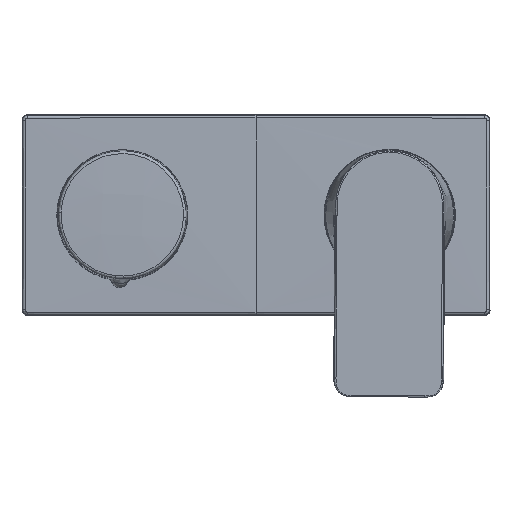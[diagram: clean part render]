
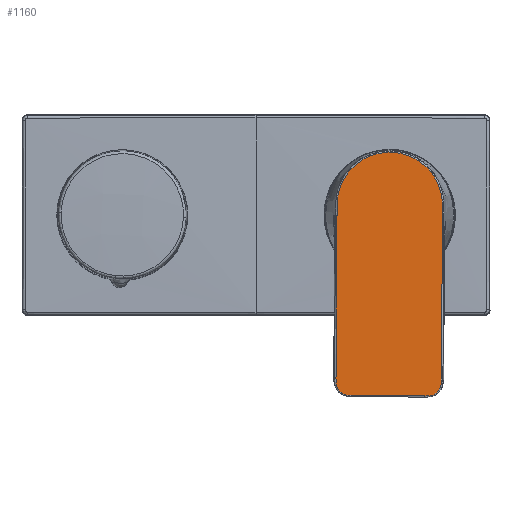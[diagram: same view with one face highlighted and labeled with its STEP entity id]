
A CAD part, top view. The second image highlights one B-rep face of the part: STEP entity #1160.
In plain terms, the highlighted planar face has unit normal (0, -0.009, 1).
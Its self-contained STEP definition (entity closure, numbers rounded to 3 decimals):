
#31 = CARTESIAN_POINT ( 'NONE',  ( 18.535, 10.986, 93.802 ) ) ;
#61 = CARTESIAN_POINT ( 'NONE',  ( 19.713, 0.876, 93.714 ) ) ;
#121 = CARTESIAN_POINT ( 'NONE',  ( 0.146, 23.354, 93.909 ) ) ;
#249 = CARTESIAN_POINT ( 'NONE',  ( -20.097, -62., 93.163 ) ) ;
#328 = CARTESIAN_POINT ( 'NONE',  ( 0.146, 23.354, 93.909 ) ) ;
#366 = CARTESIAN_POINT ( 'NONE',  ( 19.52, -30.985, 93.436 ) ) ;
#452 = CARTESIAN_POINT ( 'NONE',  ( -19.9, -30.74, 93.436 ) ) ;
#558 = EDGE_CURVE ( 'NONE', #6763, #931, #3091, .T. ) ;
#564 = CARTESIAN_POINT ( 'NONE',  ( -2.774, 23.373, 93.909 ) ) ;
#744 = CARTESIAN_POINT ( 'NONE',  ( 19.648, 5.256, 93.752 ) ) ;
#917 = ORIENTED_EDGE ( 'NONE', *, *, #2300, .F. ) ;
#931 = VERTEX_POINT ( 'NONE', #7622 ) ;
#1126 = AXIS2_PLACEMENT_3D ( 'NONE', #6948, #2049, #1299 ) ;
#1153 = ORIENTED_EDGE ( 'NONE', *, *, #3239, .T. ) ;
#1160 = ADVANCED_FACE ( 'NONE', ( #8165 ), #6275, .T. ) ;
#1291 = EDGE_CURVE ( 'NONE', #5593, #5273, #4734, .T. ) ;
#1299 = DIRECTION ( 'NONE',  ( 1., -0.006, 0. ) ) ;
#1307 = CARTESIAN_POINT ( 'NONE',  ( -13.222, 18.305, 93.865 ) ) ;
#1457 = CARTESIAN_POINT ( 'NONE',  ( 19.711, 0.145, 93.708 ) ) ;
#1506 = CARTESIAN_POINT ( 'NONE',  ( 19.33, -62.245, 93.163 ) ) ;
#1599 = CARTESIAN_POINT ( 'NONE',  ( 13.972, -67.773, 93.115 ) ) ;
#1934 = CARTESIAN_POINT ( 'NONE',  ( -19.712, -0.341, 93.701 ) ) ;
#1963 = CARTESIAN_POINT ( 'NONE',  ( -5.697, 22.734, 93.904 ) ) ;
#2026 = CARTESIAN_POINT ( 'NONE',  ( 0.146, 23.354, 93.909 ) ) ;
#2049 = DIRECTION ( 'NONE',  ( 0., -0.009, 1. ) ) ;
#2051 = CARTESIAN_POINT ( 'NONE',  ( 13.111, -67.763, 93.115 ) ) ;
#2153 = CARTESIAN_POINT ( 'NONE',  ( 17.226, 13.679, 93.826 ) ) ;
#2204 = CARTESIAN_POINT ( 'NONE',  ( 3.067, 23.337, 93.909 ) ) ;
#2227 = CARTESIAN_POINT ( 'NONE',  ( 17.282, -66.831, 93.123 ) ) ;
#2234 = CARTESIAN_POINT ( 'NONE',  ( 9.924, 20.745, 93.887 ) ) ;
#2267 = ORIENTED_EDGE ( 'NONE', *, *, #7613, .T. ) ;
#2300 = EDGE_CURVE ( 'NONE', #5593, #5573, #4971, .T. ) ;
#2356 = CARTESIAN_POINT ( 'NONE',  ( 19.709, -0.585, 93.701 ) ) ;
#2422 = CARTESIAN_POINT ( 'NONE',  ( -15.682, -67.562, 93.115 ) ) ;
#2456 = CARTESIAN_POINT ( 'NONE',  ( -18.105, -66.611, 93.123 ) ) ;
#2562 = VECTOR ( 'NONE', #6192, 1000. ) ;
#2850 = CARTESIAN_POINT ( 'NONE',  ( 13.45, 18.139, 93.865 ) ) ;
#2908 = CARTESIAN_POINT ( 'NONE',  ( 18.477, -65.582, 93.134 ) ) ;
#2938 = CARTESIAN_POINT ( 'NONE',  ( 18.889, -64.792, 93.141 ) ) ;
#2995 = CARTESIAN_POINT ( 'NONE',  ( 13.111, -67.763, 93.115 ) ) ;
#3086 = B_SPLINE_CURVE_WITH_KNOTS ( 'NONE', 3,
 ( #3849, #249, #6671, #5970, #8084, #2456, #5867, #2422, #3148, #5257 ),
 .UNSPECIFIED., .F., .F.,
 ( 4, 2, 2, 2, 4 ),
 ( 0., 0.25, 0.5, 0.75, 1. ),
 .UNSPECIFIED. ) ;
#3091 = LINE ( 'NONE', #452, #2562 ) ;
#3148 = CARTESIAN_POINT ( 'NONE',  ( -14.807, -67.595, 93.115 ) ) ;
#3239 = EDGE_CURVE ( 'NONE', #931, #6975, #3086, .T. ) ;
#3240 = ORIENTED_EDGE ( 'NONE', *, *, #8726, .F. ) ;
#3430 = CARTESIAN_POINT ( 'NONE',  ( -17.052, 13.891, 93.826 ) ) ;
#3460 = CARTESIAN_POINT ( 'NONE',  ( -19.682, 3.31, 93.733 ) ) ;
#3464 = EDGE_LOOP ( 'NONE', ( #8117, #9012, #4994, #1153, #2267, #3240, #917 ) ) ;
#3465 = B_SPLINE_CURVE_WITH_KNOTS ( 'NONE', 3,
 ( #5072, #1506, #6366, #2938, #2908, #2227, #7151, #3623, #1599, #2995 ),
 .UNSPECIFIED., .F., .F.,
 ( 4, 2, 2, 2, 4 ),
 ( 0., 0.25, 0.5, 0.75, 1. ),
 .UNSPECIFIED. ) ;
#3486 = CARTESIAN_POINT ( 'NONE',  ( 19.332, -61.384, 93.171 ) ) ;
#3623 = CARTESIAN_POINT ( 'NONE',  ( 14.847, -67.751, 93.115 ) ) ;
#3631 = CARTESIAN_POINT ( 'NONE',  ( 19.688, 4.526, 93.746 ) ) ;
#3849 = CARTESIAN_POINT ( 'NONE',  ( -20.088, -61.14, 93.171 ) ) ;
#3917 = VERTEX_POINT ( 'NONE', #2051 ) ;
#4165 = CARTESIAN_POINT ( 'NONE',  ( -10.916, 20.098, 93.88 ) ) ;
#4213 = CARTESIAN_POINT ( 'NONE',  ( -19.712, -0.341, 93.701 ) ) ;
#4346 = CARTESIAN_POINT ( 'NONE',  ( 11.167, 19.961, 93.88 ) ) ;
#4734 = B_SPLINE_CURVE_WITH_KNOTS ( 'NONE', 3,
 ( #8574, #1457, #61, #6372, #8455, #3631, #744, #6428, #8484, #31, #2153, #7872, #2850, #4346, #2234, #6453, #2204, #121 ),
 .UNSPECIFIED., .F., .F.,
 ( 4, 2, 2, 2, 2, 2, 2, 2, 4 ),
 ( 0., 0.063, 0.125, 0.188, 0.25, 0.5, 0.625, 0.75, 1. ),
 .UNSPECIFIED. ) ;
#4799 = CARTESIAN_POINT ( 'NONE',  ( -19.698, 1.12, 93.714 ) ) ;
#4915 = DIRECTION ( 'NONE',  ( 1., -0.006, 0. ) ) ;
#4971 = LINE ( 'NONE', #366, #6618 ) ;
#4994 = ORIENTED_EDGE ( 'NONE', *, *, #558, .T. ) ;
#5072 = CARTESIAN_POINT ( 'NONE',  ( 19.332, -61.384, 93.171 ) ) ;
#5257 = CARTESIAN_POINT ( 'NONE',  ( -13.947, -67.595, 93.115 ) ) ;
#5273 = VERTEX_POINT ( 'NONE', #328 ) ;
#5551 = CARTESIAN_POINT ( 'NONE',  ( -19.579, 5.499, 93.752 ) ) ;
#5573 = VERTEX_POINT ( 'NONE', #3486 ) ;
#5593 = VERTEX_POINT ( 'NONE', #2356 ) ;
#5867 = CARTESIAN_POINT ( 'NONE',  ( -17.339, -67.068, 93.119 ) ) ;
#5970 = CARTESIAN_POINT ( 'NONE',  ( -19.687, -64.553, 93.141 ) ) ;
#6017 = EDGE_CURVE ( 'NONE', #6763, #5273, #6418, .T. ) ;
#6192 = DIRECTION ( 'NONE',  ( -0.006, -1., -0.009 ) ) ;
#6252 = CARTESIAN_POINT ( 'NONE',  ( -9.664, 20.867, 93.887 ) ) ;
#6275 = PLANE ( 'NONE',  #1126 ) ;
#6282 = CARTESIAN_POINT ( 'NONE',  ( -19.259, 7.667, 93.771 ) ) ;
#6366 = CARTESIAN_POINT ( 'NONE',  ( 19.318, -63.118, 93.156 ) ) ;
#6372 = CARTESIAN_POINT ( 'NONE',  ( 19.721, 2.336, 93.727 ) ) ;
#6418 = B_SPLINE_CURVE_WITH_KNOTS ( 'NONE', 3,
 ( #1934, #6926, #4799, #9062, #3460, #7567, #5551, #8274, #6282, #6894, #3430, #8395, #1307, #4165, #6252, #1963, #564, #2026 ),
 .UNSPECIFIED., .F., .F.,
 ( 4, 2, 2, 2, 2, 2, 2, 2, 4 ),
 ( 0., 0.063, 0.125, 0.188, 0.25, 0.5, 0.625, 0.75, 1. ),
 .UNSPECIFIED. ) ;
#6428 = CARTESIAN_POINT ( 'NONE',  ( 19.481, 6.707, 93.765 ) ) ;
#6453 = CARTESIAN_POINT ( 'NONE',  ( 5.981, 22.661, 93.904 ) ) ;
#6618 = VECTOR ( 'NONE', #8161, 1000. ) ;
#6671 = CARTESIAN_POINT ( 'NONE',  ( -20.095, -62.874, 93.156 ) ) ;
#6763 = VERTEX_POINT ( 'NONE', #4213 ) ;
#6894 = CARTESIAN_POINT ( 'NONE',  ( -18.395, 11.215, 93.802 ) ) ;
#6926 = CARTESIAN_POINT ( 'NONE',  ( -19.705, 0.389, 93.708 ) ) ;
#6948 = CARTESIAN_POINT ( 'NONE',  ( 30.428, 23.671, 93.914 ) ) ;
#6975 = VERTEX_POINT ( 'NONE', #9147 ) ;
#7151 = CARTESIAN_POINT ( 'NONE',  ( 16.51, -67.278, 93.119 ) ) ;
#7567 = CARTESIAN_POINT ( 'NONE',  ( -19.628, 4.77, 93.746 ) ) ;
#7581 = VECTOR ( 'NONE', #4915, 1000. ) ;
#7613 = EDGE_CURVE ( 'NONE', #6975, #3917, #8688, .T. ) ;
#7622 = CARTESIAN_POINT ( 'NONE',  ( -20.088, -61.14, 93.171 ) ) ;
#7772 = CARTESIAN_POINT ( 'NONE',  ( -0.418, -67.679, 93.115 ) ) ;
#7872 = CARTESIAN_POINT ( 'NONE',  ( 14.488, 17.1, 93.856 ) ) ;
#8084 = CARTESIAN_POINT ( 'NONE',  ( -19.286, -65.348, 93.134 ) ) ;
#8117 = ORIENTED_EDGE ( 'NONE', *, *, #1291, .T. ) ;
#8161 = DIRECTION ( 'NONE',  ( -0.006, -1., -0.009 ) ) ;
#8165 = FACE_OUTER_BOUND ( 'NONE', #3464, .T. ) ;
#8274 = CARTESIAN_POINT ( 'NONE',  ( -19.394, 6.948, 93.765 ) ) ;
#8395 = CARTESIAN_POINT ( 'NONE',  ( -14.272, 17.278, 93.856 ) ) ;
#8455 = CARTESIAN_POINT ( 'NONE',  ( 19.724, 3.066, 93.733 ) ) ;
#8484 = CARTESIAN_POINT ( 'NONE',  ( 19.356, 7.428, 93.771 ) ) ;
#8574 = CARTESIAN_POINT ( 'NONE',  ( 19.709, -0.585, 93.701 ) ) ;
#8688 = LINE ( 'NONE', #7772, #7581 ) ;
#8726 = EDGE_CURVE ( 'NONE', #5573, #3917, #3465, .T. ) ;
#9012 = ORIENTED_EDGE ( 'NONE', *, *, #6017, .F. ) ;
#9062 = CARTESIAN_POINT ( 'NONE',  ( -19.688, 2.58, 93.727 ) ) ;
#9147 = CARTESIAN_POINT ( 'NONE',  ( -13.947, -67.595, 93.115 ) ) ;
